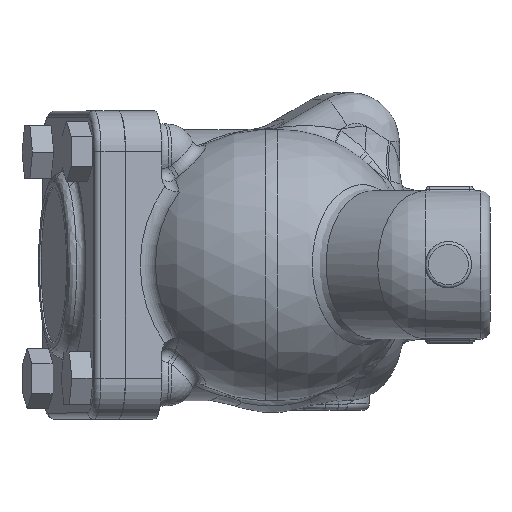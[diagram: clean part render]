
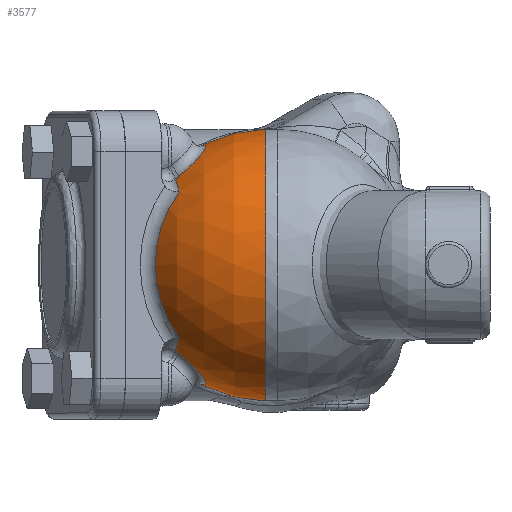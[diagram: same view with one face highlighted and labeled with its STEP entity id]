
A CAD part, top view. The second image highlights one B-rep face of the part: STEP entity #3577.
In plain terms, the highlighted spherical face has radius 44 mm.
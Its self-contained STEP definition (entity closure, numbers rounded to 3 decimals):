
#62=SPHERICAL_SURFACE('',#3970,44.);
#171=B_SPLINE_CURVE_WITH_KNOTS('',3,(#8050,#8051,#8052,#8053),
 .UNSPECIFIED.,.F.,.F.,(4,4),(-1.022,-0.878),
 .UNSPECIFIED.);
#178=B_SPLINE_CURVE_WITH_KNOTS('',3,(#8241,#8242,#8243,#8244),
 .UNSPECIFIED.,.F.,.F.,(4,4),(-0.144,0.),.UNSPECIFIED.);
#181=B_SPLINE_CURVE_WITH_KNOTS('',3,(#8342,#8343,#8344,#8345),
 .UNSPECIFIED.,.F.,.F.,(4,4),(-20.045,-18.985),
 .UNSPECIFIED.);
#182=B_SPLINE_CURVE_WITH_KNOTS('',3,(#8363,#8364,#8365,#8366),
 .UNSPECIFIED.,.F.,.F.,(4,4),(-8.324,-7.175),
 .UNSPECIFIED.);
#183=B_SPLINE_CURVE_WITH_KNOTS('',3,(#8370,#8371,#8372,#8373,#8374,#8375,
#8376),.UNSPECIFIED.,.F.,.F.,(4,1,1,1,4),(-7.717,-7.375,
-7.032,-6.347,-5.32),.UNSPECIFIED.);
#184=B_SPLINE_CURVE_WITH_KNOTS('',3,(#8379,#8380,#8381,#8382,#8383,#8384),
 .UNSPECIFIED.,.F.,.F.,(4,1,1,4),(-2.11,-0.904,-0.301,
0.),.UNSPECIFIED.);
#547=FACE_OUTER_BOUND('',#794,.T.);
#794=EDGE_LOOP('',(#3062,#3063,#3064,#3065,#3066,#3067,#3068,#3069,#3070,
#3071,#3072,#3073));
#1311=CIRCLE('',#3928,39.658);
#1313=CIRCLE('',#3932,30.379);
#1317=CIRCLE('',#3937,10.628);
#1332=CIRCLE('',#3958,10.628);
#1337=CIRCLE('',#3965,30.379);
#1341=CIRCLE('',#3971,44.);
#1643=VERTEX_POINT('',#7961);
#1646=VERTEX_POINT('',#7977);
#1649=VERTEX_POINT('',#8014);
#1652=VERTEX_POINT('',#8048);
#1654=VERTEX_POINT('',#8056);
#1663=VERTEX_POINT('',#8202);
#1665=VERTEX_POINT('',#8210);
#1667=VERTEX_POINT('',#8239);
#1669=VERTEX_POINT('',#8274);
#1670=VERTEX_POINT('',#8362);
#1671=VERTEX_POINT('',#8369);
#1672=VERTEX_POINT('',#8377);
#2103=EDGE_CURVE('',#1646,#1643,#1311,.T.);
#2110=EDGE_CURVE('',#1649,#1646,#1313,.T.);
#2114=EDGE_CURVE('',#1652,#1649,#171,.T.);
#2116=EDGE_CURVE('',#1654,#1652,#1317,.T.);
#2139=EDGE_CURVE('',#1665,#1663,#1332,.T.);
#2142=EDGE_CURVE('',#1667,#1665,#178,.T.);
#2146=EDGE_CURVE('',#1643,#1667,#1337,.T.);
#2150=EDGE_CURVE('',#1669,#1654,#181,.T.);
#2151=EDGE_CURVE('',#1663,#1670,#182,.T.);
#2153=EDGE_CURVE('',#1671,#1669,#183,.T.);
#2154=EDGE_CURVE('',#1671,#1672,#1341,.T.);
#2155=EDGE_CURVE('',#1670,#1672,#184,.T.);
#3062=ORIENTED_EDGE('',*,*,#2110,.F.);
#3063=ORIENTED_EDGE('',*,*,#2114,.F.);
#3064=ORIENTED_EDGE('',*,*,#2116,.F.);
#3065=ORIENTED_EDGE('',*,*,#2150,.F.);
#3066=ORIENTED_EDGE('',*,*,#2153,.F.);
#3067=ORIENTED_EDGE('',*,*,#2154,.T.);
#3068=ORIENTED_EDGE('',*,*,#2155,.F.);
#3069=ORIENTED_EDGE('',*,*,#2151,.F.);
#3070=ORIENTED_EDGE('',*,*,#2139,.F.);
#3071=ORIENTED_EDGE('',*,*,#2142,.F.);
#3072=ORIENTED_EDGE('',*,*,#2146,.F.);
#3073=ORIENTED_EDGE('',*,*,#2103,.F.);
#3577=ADVANCED_FACE('',(#547),#62,.T.);
#3928=AXIS2_PLACEMENT_3D('',#7990,#4707,#4708);
#3932=AXIS2_PLACEMENT_3D('',#8016,#4718,#4719);
#3937=AXIS2_PLACEMENT_3D('',#8058,#4728,#4729);
#3958=AXIS2_PLACEMENT_3D('',#8212,#4772,#4773);
#3965=AXIS2_PLACEMENT_3D('',#8253,#4786,#4787);
#3970=AXIS2_PLACEMENT_3D('',#8368,#4796,#4797);
#3971=AXIS2_PLACEMENT_3D('',#8378,#4798,#4799);
#4707=DIRECTION('center_axis',(-0.174,0.,-0.985));
#4708=DIRECTION('ref_axis',(-0.985,0.,0.174));
#4718=DIRECTION('center_axis',(-0.985,0.,0.174));
#4719=DIRECTION('ref_axis',(0.088,-0.861,0.5));
#4728=DIRECTION('center_axis',(-0.646,-0.743,0.175));
#4729=DIRECTION('ref_axis',(0.685,-0.463,0.562));
#4772=DIRECTION('center_axis',(-0.646,0.743,0.175));
#4773=DIRECTION('ref_axis',(0.685,0.463,0.562));
#4786=DIRECTION('center_axis',(-0.985,0.,0.174));
#4787=DIRECTION('ref_axis',(0.088,0.861,0.5));
#4796=DIRECTION('center_axis',(1.,0.,0.));
#4797=DIRECTION('ref_axis',(0.,0.005,1.));
#4798=DIRECTION('center_axis',(-1.,0.,0.));
#4799=DIRECTION('ref_axis',(0.,0.,1.));
#7961=CARTESIAN_POINT('',(26.084,23.656,49.05));
#7977=CARTESIAN_POINT('',(26.084,-23.656,49.05));
#7990=CARTESIAN_POINT('Origin',(57.43,0.,43.523));
#8014=CARTESIAN_POINT('',(24.852,-27.923,42.065));
#8016=CARTESIAN_POINT('Origin',(22.774,0.,30.281));
#8048=CARTESIAN_POINT('',(25.865,-28.733,42.418));
#8050=CARTESIAN_POINT('Ctrl Pts',(25.865,-28.733,42.418));
#8051=CARTESIAN_POINT('Ctrl Pts',(25.524,-28.461,42.316));
#8052=CARTESIAN_POINT('Ctrl Pts',(25.186,-28.19,42.198));
#8053=CARTESIAN_POINT('Ctrl Pts',(24.852,-27.923,42.065));
#8056=CARTESIAN_POINT('',(29.583,-36.491,23.247));
#8058=CARTESIAN_POINT('Origin',(26.535,-31.718,32.24));
#8202=CARTESIAN_POINT('',(29.583,36.491,23.247));
#8210=CARTESIAN_POINT('',(25.865,28.733,42.418));
#8212=CARTESIAN_POINT('Origin',(26.535,31.718,32.24));
#8239=CARTESIAN_POINT('',(24.852,27.923,42.065));
#8241=CARTESIAN_POINT('Ctrl Pts',(24.852,27.923,42.065));
#8242=CARTESIAN_POINT('Ctrl Pts',(25.186,28.19,42.198));
#8243=CARTESIAN_POINT('Ctrl Pts',(25.524,28.461,42.316));
#8244=CARTESIAN_POINT('Ctrl Pts',(25.865,28.733,42.418));
#8253=CARTESIAN_POINT('Origin',(22.774,0.,30.281));
#8274=CARTESIAN_POINT('',(36.128,-39.401,17.017));
#8342=CARTESIAN_POINT('Ctrl Pts',(36.128,-39.401,17.017));
#8343=CARTESIAN_POINT('Ctrl Pts',(33.708,-38.672,18.933));
#8344=CARTESIAN_POINT('Ctrl Pts',(31.532,-37.712,21.063));
#8345=CARTESIAN_POINT('Ctrl Pts',(29.583,-36.491,23.247));
#8362=CARTESIAN_POINT('',(36.749,39.581,16.534));
#8363=CARTESIAN_POINT('Ctrl Pts',(29.583,36.491,23.247));
#8364=CARTESIAN_POINT('Ctrl Pts',(31.697,37.815,20.878));
#8365=CARTESIAN_POINT('Ctrl Pts',(34.079,38.832,18.571));
#8366=CARTESIAN_POINT('Ctrl Pts',(36.749,39.581,16.534));
#8368=CARTESIAN_POINT('Origin',(54.121,0.,24.753));
#8369=CARTESIAN_POINT('',(54.121,-43.915,22.019));
#8370=CARTESIAN_POINT('Ctrl Pts',(54.121,-43.915,22.019));
#8371=CARTESIAN_POINT('Ctrl Pts',(53.408,-43.878,21.421));
#8372=CARTESIAN_POINT('Ctrl Pts',(51.783,-43.761,20.494));
#8373=CARTESIAN_POINT('Ctrl Pts',(48.318,-43.329,19.188));
#8374=CARTESIAN_POINT('Ctrl Pts',(42.98,-42.211,17.921));
#8375=CARTESIAN_POINT('Ctrl Pts',(38.631,-40.601,17.308));
#8376=CARTESIAN_POINT('Ctrl Pts',(36.128,-39.401,17.017));
#8377=CARTESIAN_POINT('',(54.121,43.897,21.739));
#8378=CARTESIAN_POINT('Origin',(54.121,0.,24.753));
#8379=CARTESIAN_POINT('Ctrl Pts',(36.749,39.581,16.534));
#8380=CARTESIAN_POINT('Ctrl Pts',(39.994,41.096,16.971));
#8381=CARTESIAN_POINT('Ctrl Pts',(45.119,42.776,17.814));
#8382=CARTESIAN_POINT('Ctrl Pts',(51.088,43.678,19.777));
#8383=CARTESIAN_POINT('Ctrl Pts',(53.43,43.857,21.16));
#8384=CARTESIAN_POINT('Ctrl Pts',(54.121,43.897,21.739));
